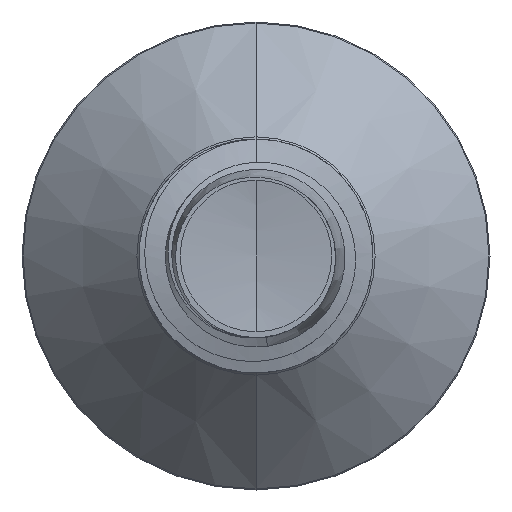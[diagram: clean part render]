
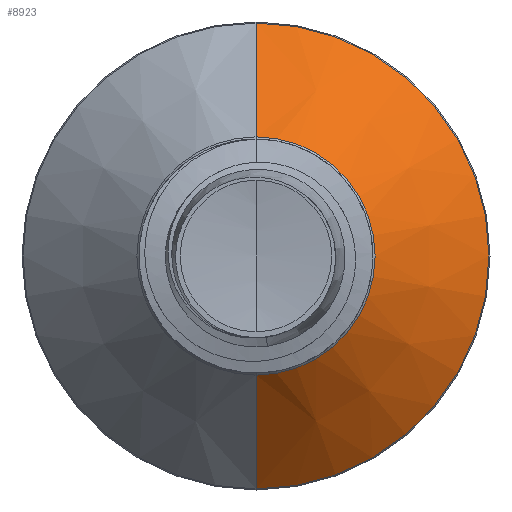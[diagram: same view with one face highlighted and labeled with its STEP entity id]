
A CAD part, front view. The second image highlights one B-rep face of the part: STEP entity #8923.
In plain terms, the highlighted conical face has half-angle 45 degrees and reference radius 1.782 mm.
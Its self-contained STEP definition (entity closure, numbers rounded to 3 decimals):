
#503 = VERTEX_POINT ( 'NONE', #9880 ) ;
#540 = EDGE_CURVE ( 'NONE', #2135, #503, #773, .T. ) ;
#773 = LINE ( 'NONE', #6801, #4051 ) ;
#1394 = ORIENTED_EDGE ( 'NONE', *, *, #4539, .T. ) ;
#1425 = DIRECTION ( 'NONE',  ( 0., 0.707, 0.707 ) ) ;
#2135 = VERTEX_POINT ( 'NONE', #9630 ) ;
#2207 = CARTESIAN_POINT ( 'NONE',  ( 0., 3.132, 0. ) ) ;
#2529 = ORIENTED_EDGE ( 'NONE', *, *, #7297, .T. ) ;
#2685 = CIRCLE ( 'NONE', #11736, 3.485 ) ;
#2863 = CIRCLE ( 'NONE', #12915, 1.782 ) ;
#3190 = FACE_OUTER_BOUND ( 'NONE', #13699, .T. ) ;
#3344 = DIRECTION ( 'NONE',  ( 0., 0., 1. ) ) ;
#3603 = AXIS2_PLACEMENT_3D ( 'NONE', #6847, #5825, #9883 ) ;
#4051 = VECTOR ( 'NONE', #1425, 1000. ) ;
#4445 = VERTEX_POINT ( 'NONE', #11213 ) ;
#4539 = EDGE_CURVE ( 'NONE', #2135, #6273, #2863, .T. ) ;
#5196 = VECTOR ( 'NONE', #13505, 1000. ) ;
#5339 = CARTESIAN_POINT ( 'NONE',  ( 0., 4.835, 0. ) ) ;
#5375 = CARTESIAN_POINT ( 'NONE',  ( 0., 3.132, -1.782 ) ) ;
#5825 = DIRECTION ( 'NONE',  ( 0., 1., 0. ) ) ;
#6273 = VERTEX_POINT ( 'NONE', #5375 ) ;
#6364 = DIRECTION ( 'NONE',  ( 0., 0., 1. ) ) ;
#6801 = CARTESIAN_POINT ( 'NONE',  ( 0., 3.132, 1.782 ) ) ;
#6847 = CARTESIAN_POINT ( 'NONE',  ( 0., 3.132, 0. ) ) ;
#7220 = EDGE_CURVE ( 'NONE', #503, #4445, #2685, .T. ) ;
#7297 = EDGE_CURVE ( 'NONE', #6273, #4445, #10699, .T. ) ;
#7981 = ORIENTED_EDGE ( 'NONE', *, *, #7220, .F. ) ;
#8103 = CONICAL_SURFACE ( 'NONE', #3603, 1.782, 0.785 ) ;
#8923 = ADVANCED_FACE ( 'NONE', ( #3190 ), #8103, .T. ) ;
#9574 = DIRECTION ( 'NONE',  ( 0., 1., 0. ) ) ;
#9630 = CARTESIAN_POINT ( 'NONE',  ( 0., 3.132, 1.782 ) ) ;
#9880 = CARTESIAN_POINT ( 'NONE',  ( 0., 4.835, 3.485 ) ) ;
#9883 = DIRECTION ( 'NONE',  ( 0., 0., 1. ) ) ;
#10168 = ORIENTED_EDGE ( 'NONE', *, *, #540, .F. ) ;
#10487 = CARTESIAN_POINT ( 'NONE',  ( 0., 3.132, -1.782 ) ) ;
#10699 = LINE ( 'NONE', #10487, #5196 ) ;
#11213 = CARTESIAN_POINT ( 'NONE',  ( 0., 4.835, -3.485 ) ) ;
#11736 = AXIS2_PLACEMENT_3D ( 'NONE', #5339, #12498, #6364 ) ;
#12498 = DIRECTION ( 'NONE',  ( 0., 1., 0. ) ) ;
#12915 = AXIS2_PLACEMENT_3D ( 'NONE', #2207, #9574, #3344 ) ;
#13505 = DIRECTION ( 'NONE',  ( 0., 0.707, -0.707 ) ) ;
#13699 = EDGE_LOOP ( 'NONE', ( #1394, #2529, #7981, #10168 ) ) ;
